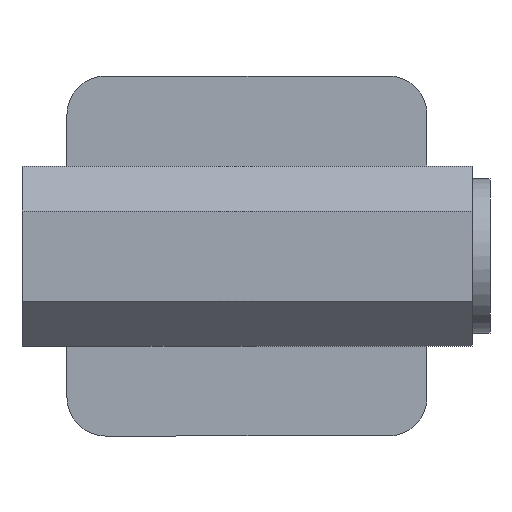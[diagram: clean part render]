
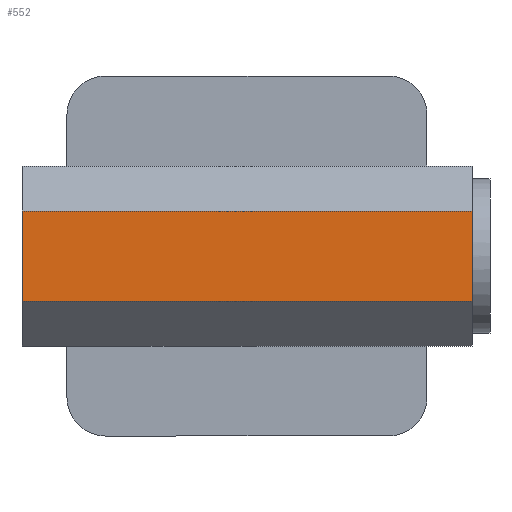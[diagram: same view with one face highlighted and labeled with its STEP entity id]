
A CAD part, front view. The second image highlights one B-rep face of the part: STEP entity #552.
In plain terms, the highlighted planar face has unit normal (0, -1, 0).
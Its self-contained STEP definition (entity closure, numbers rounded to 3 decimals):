
#16 = EDGE_CURVE ( 'NONE', #215, #912, #93, .T. ) ;
#53 = LINE ( 'NONE', #649, #415 ) ;
#93 = LINE ( 'NONE', #1217, #1676 ) ;
#114 = EDGE_LOOP ( 'NONE', ( #1146, #1315, #954, #367 ) ) ;
#151 = CARTESIAN_POINT ( 'NONE',  ( 35., -44.1, -7. ) ) ;
#215 = VERTEX_POINT ( 'NONE', #827 ) ;
#238 = EDGE_CURVE ( 'NONE', #912, #1772, #53, .T. ) ;
#288 = EDGE_CURVE ( 'NONE', #215, #641, #416, .T. ) ;
#335 = CARTESIAN_POINT ( 'NONE',  ( 35., -44.1, -7. ) ) ;
#364 = CARTESIAN_POINT ( 'NONE',  ( -35., -44.1, 7. ) ) ;
#367 = ORIENTED_EDGE ( 'NONE', *, *, #288, .F. ) ;
#410 = DIRECTION ( 'NONE',  ( 0., 1., 0. ) ) ;
#415 = VECTOR ( 'NONE', #1072, 1000. ) ;
#416 = LINE ( 'NONE', #151, #441 ) ;
#441 = VECTOR ( 'NONE', #1284, 1000. ) ;
#515 = DIRECTION ( 'NONE',  ( -1., 0., 0. ) ) ;
#552 = ADVANCED_FACE ( 'NONE', ( #1403 ), #1810, .F. ) ;
#637 = CARTESIAN_POINT ( 'NONE',  ( -35., -44.1, -7. ) ) ;
#641 = VERTEX_POINT ( 'NONE', #335 ) ;
#649 = CARTESIAN_POINT ( 'NONE',  ( -35., -44.1, -7. ) ) ;
#827 = CARTESIAN_POINT ( 'NONE',  ( 35., -44.1, 7. ) ) ;
#912 = VERTEX_POINT ( 'NONE', #364 ) ;
#950 = VECTOR ( 'NONE', #1281, 1000. ) ;
#954 = ORIENTED_EDGE ( 'NONE', *, *, #1112, .F. ) ;
#1072 = DIRECTION ( 'NONE',  ( 0., 0., -1. ) ) ;
#1112 = EDGE_CURVE ( 'NONE', #641, #1772, #1575, .T. ) ;
#1146 = ORIENTED_EDGE ( 'NONE', *, *, #16, .T. ) ;
#1217 = CARTESIAN_POINT ( 'NONE',  ( 35., -44.1, 7. ) ) ;
#1236 = AXIS2_PLACEMENT_3D ( 'NONE', #1421, #410, #1388 ) ;
#1281 = DIRECTION ( 'NONE',  ( -1., 0., 0. ) ) ;
#1284 = DIRECTION ( 'NONE',  ( 0., 0., -1. ) ) ;
#1315 = ORIENTED_EDGE ( 'NONE', *, *, #238, .T. ) ;
#1318 = CARTESIAN_POINT ( 'NONE',  ( 35., -44.1, -7. ) ) ;
#1388 = DIRECTION ( 'NONE',  ( 0., 0., 1. ) ) ;
#1403 = FACE_OUTER_BOUND ( 'NONE', #114, .T. ) ;
#1421 = CARTESIAN_POINT ( 'NONE',  ( 35., -44.1, -7. ) ) ;
#1575 = LINE ( 'NONE', #1318, #950 ) ;
#1676 = VECTOR ( 'NONE', #515, 1000. ) ;
#1772 = VERTEX_POINT ( 'NONE', #637 ) ;
#1810 = PLANE ( 'NONE',  #1236 ) ;
